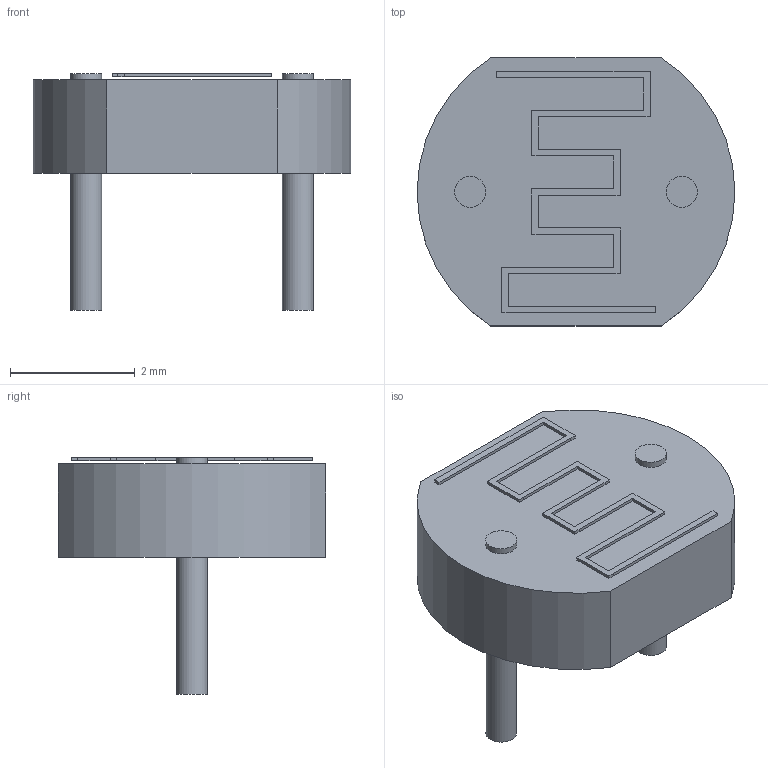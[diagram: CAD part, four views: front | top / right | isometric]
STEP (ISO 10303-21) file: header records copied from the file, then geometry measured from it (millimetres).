
FILE_DESCRIPTION(('FreeCAD Model'),'2;1');
FILE_NAME('Cut.step','2019-03-28T12:03:17',( 'kicad StepUp'),('ksu MCAD'),'Open CASCADE STEP processor 7.2', 'FreeCAD','Unknown');
FILE_SCHEMA(('AUTOMOTIVE_DESIGN { 1 0 10303 214 1 1 1 1 }'));
Length unit declared in the file: millimetre
Products named in the file (1): Cut
Bounding box: 5.1 x 4.3 x 3.8 mm (x, y, z)
Volume: 29.4 mm3; surface area: 73.5 mm2
Topology: 2 solids, 2 shells, 56 faces, 144 edges, 96 vertices
Faces by surface type: plane 50, cylinder 6
Full cylindrical faces by diameter (mm): 0.5 x4
Entity records: 2085 total; most frequent: CARTESIAN_POINT 297, ORIENTED_EDGE 288, DIRECTION 270, EDGE_CURVE 144, LINE 132, VECTOR 132, VERTEX_POINT 96, AXIS2_PLACEMENT_3D 69
